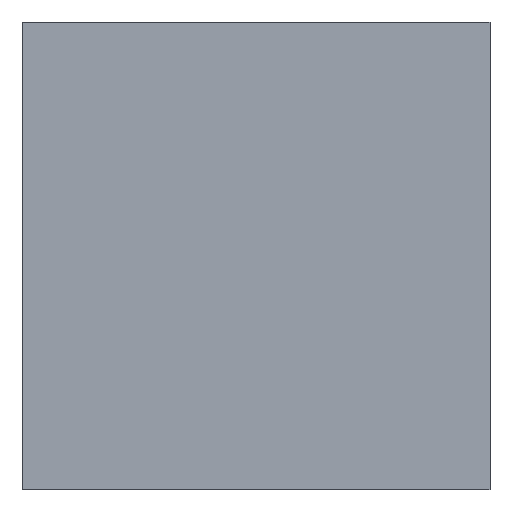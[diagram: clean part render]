
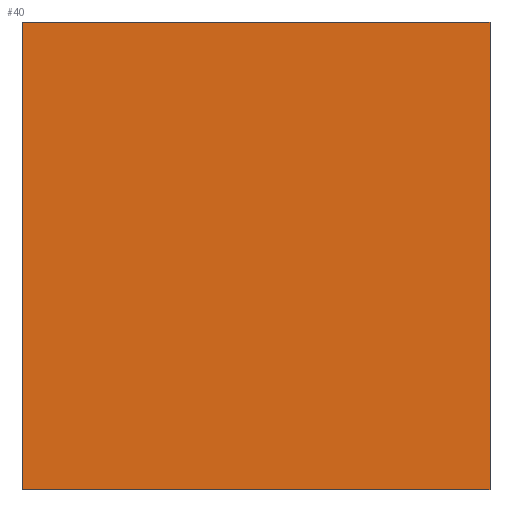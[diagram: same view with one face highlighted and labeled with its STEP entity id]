
A CAD part, left-side view. The second image highlights one B-rep face of the part: STEP entity #40.
In plain terms, the highlighted face is planar.
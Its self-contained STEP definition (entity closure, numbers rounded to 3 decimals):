
#8 = FACE_OUTER_BOUND ( 'NONE', #179, .T. ) ;
#27 = VECTOR ( 'NONE', #92, 1000. ) ;
#29 = PLANE ( 'NONE',  #61 ) ;
#31 = CARTESIAN_POINT ( 'NONE',  ( 24.749, 0., -24.749 ) ) ;
#40 = ADVANCED_FACE ( 'NONE', ( #8 ), #29, .F. ) ;
#42 = CARTESIAN_POINT ( 'NONE',  ( 24.749, 35., -24.749 ) ) ;
#56 = EDGE_CURVE ( 'NONE', #68, #219, #189, .T. ) ;
#61 = AXIS2_PLACEMENT_3D ( 'NONE', #247, #208, #128 ) ;
#68 = VERTEX_POINT ( 'NONE', #209 ) ;
#72 = LINE ( 'NONE', #127, #204 ) ;
#75 = VERTEX_POINT ( 'NONE', #111 ) ;
#76 = VECTOR ( 'NONE', #88, 1000. ) ;
#88 = DIRECTION ( 'NONE',  ( 0., -1., 0. ) ) ;
#92 = DIRECTION ( 'NONE',  ( -0.707, 0., -0.707 ) ) ;
#97 = CARTESIAN_POINT ( 'NONE',  ( 24.749, 35., -24.749 ) ) ;
#111 = CARTESIAN_POINT ( 'NONE',  ( 49.497, 35., 0. ) ) ;
#112 = VECTOR ( 'NONE', #234, 1000. ) ;
#119 = VERTEX_POINT ( 'NONE', #190 ) ;
#124 = CARTESIAN_POINT ( 'NONE',  ( 24.749, 0., -24.749 ) ) ;
#127 = CARTESIAN_POINT ( 'NONE',  ( 49.497, 35., 0. ) ) ;
#128 = DIRECTION ( 'NONE',  ( 0.707, 0., 0.707 ) ) ;
#146 = LINE ( 'NONE', #42, #76 ) ;
#148 = ORIENTED_EDGE ( 'NONE', *, *, #176, .F. ) ;
#150 = ORIENTED_EDGE ( 'NONE', *, *, #56, .T. ) ;
#152 = EDGE_CURVE ( 'NONE', #75, #68, #72, .T. ) ;
#160 = ORIENTED_EDGE ( 'NONE', *, *, #213, .F. ) ;
#176 = EDGE_CURVE ( 'NONE', #75, #119, #245, .T. ) ;
#179 = EDGE_LOOP ( 'NONE', ( #150, #160, #148, #199 ) ) ;
#189 = LINE ( 'NONE', #31, #27 ) ;
#190 = CARTESIAN_POINT ( 'NONE',  ( 24.749, 35., -24.749 ) ) ;
#199 = ORIENTED_EDGE ( 'NONE', *, *, #152, .T. ) ;
#204 = VECTOR ( 'NONE', #249, 1000. ) ;
#208 = DIRECTION ( 'NONE',  ( -0.707, 0., 0.707 ) ) ;
#209 = CARTESIAN_POINT ( 'NONE',  ( 49.497, 0., 0. ) ) ;
#213 = EDGE_CURVE ( 'NONE', #119, #219, #146, .T. ) ;
#219 = VERTEX_POINT ( 'NONE', #124 ) ;
#234 = DIRECTION ( 'NONE',  ( -0.707, 0., -0.707 ) ) ;
#245 = LINE ( 'NONE', #97, #112 ) ;
#247 = CARTESIAN_POINT ( 'NONE',  ( 24.749, 35., -24.749 ) ) ;
#249 = DIRECTION ( 'NONE',  ( 0., -1., 0. ) ) ;
